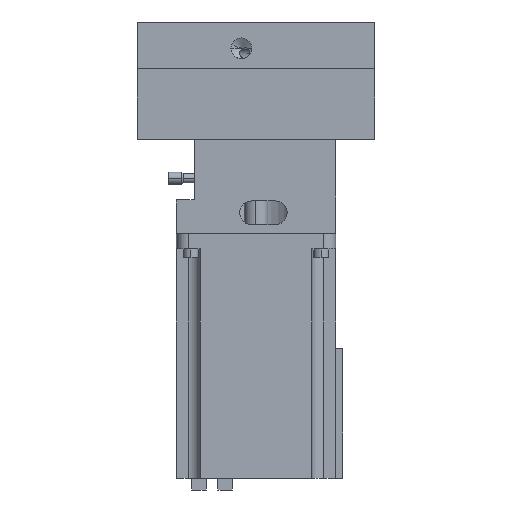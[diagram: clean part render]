
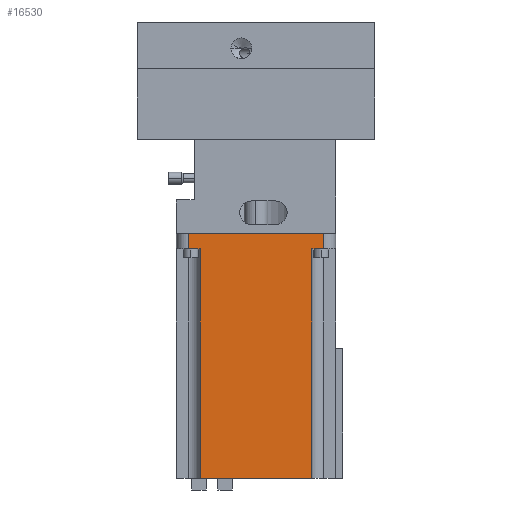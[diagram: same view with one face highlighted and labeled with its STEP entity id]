
A CAD part, left-side view. The second image highlights one B-rep face of the part: STEP entity #16530.
In plain terms, the highlighted planar face has unit normal (-1, 0, 0).
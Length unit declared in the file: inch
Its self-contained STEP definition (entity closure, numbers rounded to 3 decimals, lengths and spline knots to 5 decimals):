
#122 = EDGE_LOOP ( 'NONE', ( #1672, #1673, #1674, #4084, #4085, #4086, #4087, #4088 ) ) ;
#464 = VERTEX_POINT ( 'NONE', #5932 ) ;
#467 = VERTEX_POINT ( 'NONE', #5935 ) ;
#1446 = EDGE_CURVE ( 'NONE', #17140, #17141, #9268, .T. ) ;
#1672 = ORIENTED_EDGE ( 'NONE', *, *, #1776, .T. ) ;
#1673 = ORIENTED_EDGE ( 'NONE', *, *, #1771, .T. ) ;
#1674 = ORIENTED_EDGE ( 'NONE', *, *, #1774, .T. ) ;
#1771 = EDGE_CURVE ( 'NONE', #464, #17177, #10488, .T. ) ;
#1772 = EDGE_CURVE ( 'NONE', #17140, #467, #10490, .T. ) ;
#1774 = EDGE_CURVE ( 'NONE', #17177, #17155, #10486, .T. ) ;
#1775 = EDGE_CURVE ( 'NONE', #17143, #467, #10494, .T. ) ;
#1776 = EDGE_CURVE ( 'NONE', #17141, #464, #10496, .T. ) ;
#1777 = EDGE_CURVE ( 'NONE', #17143, #17168, #10498, .T. ) ;
#4084 = ORIENTED_EDGE ( 'NONE', *, *, #17265, .F. ) ;
#4085 = ORIENTED_EDGE ( 'NONE', *, *, #1777, .F. ) ;
#4086 = ORIENTED_EDGE ( 'NONE', *, *, #1775, .T. ) ;
#4087 = ORIENTED_EDGE ( 'NONE', *, *, #1772, .F. ) ;
#4088 = ORIENTED_EDGE ( 'NONE', *, *, #1446, .T. ) ;
#5932 = CARTESIAN_POINT ( 'NONE',  ( -1.675, -1.175, -0.33 ) ) ;
#5935 = CARTESIAN_POINT ( 'NONE',  ( -1.675, 1.175, -0.33 ) ) ;
#9268 = LINE ( 'NONE', #9629, #9269 ) ;
#9269 = VECTOR ( 'NONE', #9630, 39.37008 ) ;
#9629 = CARTESIAN_POINT ( 'NONE',  ( -1.675, -1.425, -5.15 ) ) ;
#9630 = DIRECTION ( 'NONE',  ( 0., -1., 0. ) ) ;
#10287 = CARTESIAN_POINT ( 'NONE',  ( -1.675, -1.175, -0.33 ) ) ;
#10294 = DIRECTION ( 'NONE',  ( 0., -1., 0. ) ) ;
#10295 = CARTESIAN_POINT ( 'NONE',  ( -1.675, 1.175, -5.40004 ) ) ;
#10296 = DIRECTION ( 'NONE',  ( 0., 0., 1. ) ) ;
#10299 = CARTESIAN_POINT ( 'NONE',  ( -1.675, -1.425, -5.15 ) ) ;
#10300 = DIRECTION ( 'NONE',  ( 0., 0., 1. ) ) ;
#10301 = CARTESIAN_POINT ( 'NONE',  ( -1.675, 1.425, -0.33 ) ) ;
#10302 = DIRECTION ( 'NONE',  ( 0., -1., 0. ) ) ;
#10303 = CARTESIAN_POINT ( 'NONE',  ( -1.675, -1.175, -5.40004 ) ) ;
#10304 = DIRECTION ( 'NONE',  ( 0., 0., 1. ) ) ;
#10306 = CARTESIAN_POINT ( 'NONE',  ( -1.675, 1.425, -5.15 ) ) ;
#10307 = DIRECTION ( 'NONE',  ( 0., 0., 1. ) ) ;
#10481 = VECTOR ( 'NONE', #10294, 39.37008 ) ;
#10486 = LINE ( 'NONE', #10299, #10487 ) ;
#10487 = VECTOR ( 'NONE', #10300, 39.37008 ) ;
#10488 = LINE ( 'NONE', #10287, #10481 ) ;
#10490 = LINE ( 'NONE', #10295, #10491 ) ;
#10491 = VECTOR ( 'NONE', #10296, 39.37008 ) ;
#10494 = LINE ( 'NONE', #10301, #10495 ) ;
#10495 = VECTOR ( 'NONE', #10302, 39.37008 ) ;
#10496 = LINE ( 'NONE', #10303, #10497 ) ;
#10497 = VECTOR ( 'NONE', #10304, 39.37008 ) ;
#10498 = LINE ( 'NONE', #10306, #10499 ) ;
#10499 = VECTOR ( 'NONE', #10307, 39.37008 ) ;
#11886 = AXIS2_PLACEMENT_3D ( 'NONE', #14472, #14479, #14480 ) ;
#13857 = FACE_OUTER_BOUND ( 'NONE', #122, .T. ) ;
#14134 = VECTOR ( 'NONE', #15525, 39.37008 ) ;
#14141 = LINE ( 'NONE', #15518, #14134 ) ;
#14472 = CARTESIAN_POINT ( 'NONE',  ( -1.675, -1.425, -5.15 ) ) ;
#14476 = PLANE ( 'NONE',  #11886 ) ;
#14479 = DIRECTION ( 'NONE',  ( -1., 0., 0. ) ) ;
#14480 = DIRECTION ( 'NONE',  ( 0., 0., 1. ) ) ;
#15307 = CARTESIAN_POINT ( 'NONE',  ( -1.675, 1.175, -5.15 ) ) ;
#15308 = CARTESIAN_POINT ( 'NONE',  ( -1.675, -1.175, -5.15 ) ) ;
#15310 = CARTESIAN_POINT ( 'NONE',  ( -1.675, 1.425, -0.33 ) ) ;
#15322 = CARTESIAN_POINT ( 'NONE',  ( -1.675, -1.425, 0. ) ) ;
#15335 = CARTESIAN_POINT ( 'NONE',  ( -1.675, 1.425, 0. ) ) ;
#15344 = CARTESIAN_POINT ( 'NONE',  ( -1.675, -1.425, -0.33 ) ) ;
#15518 = CARTESIAN_POINT ( 'NONE',  ( -1.675, -1.425, 0. ) ) ;
#15525 = DIRECTION ( 'NONE',  ( 0., -1., 0. ) ) ;
#16530 = ADVANCED_FACE ( 'NONE', ( #13857 ), #14476, .T. ) ;
#17140 = VERTEX_POINT ( 'NONE', #15307 ) ;
#17141 = VERTEX_POINT ( 'NONE', #15308 ) ;
#17143 = VERTEX_POINT ( 'NONE', #15310 ) ;
#17155 = VERTEX_POINT ( 'NONE', #15322 ) ;
#17168 = VERTEX_POINT ( 'NONE', #15335 ) ;
#17177 = VERTEX_POINT ( 'NONE', #15344 ) ;
#17265 = EDGE_CURVE ( 'NONE', #17168, #17155, #14141, .T. ) ;
